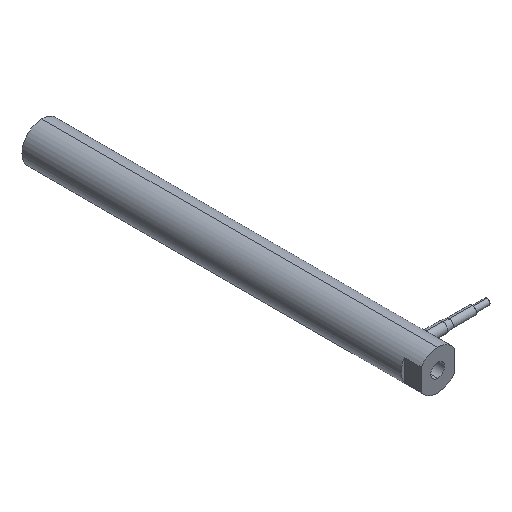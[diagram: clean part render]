
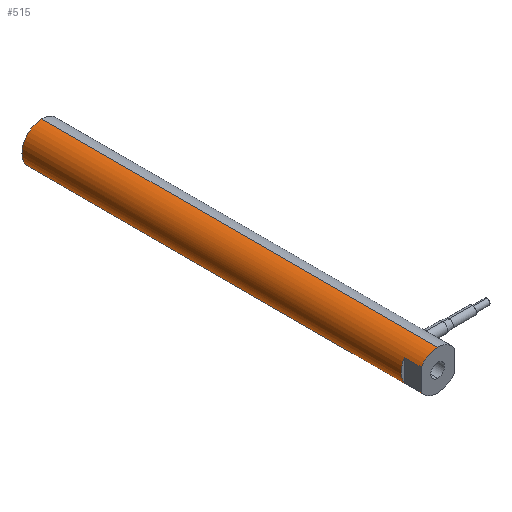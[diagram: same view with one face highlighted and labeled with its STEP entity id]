
A CAD part, isometric view. The second image highlights one B-rep face of the part: STEP entity #515.
In plain terms, the highlighted cylindrical face has radius 6 mm (diameter 12 mm), a partial arc.
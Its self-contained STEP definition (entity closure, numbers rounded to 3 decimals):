
#29 = EDGE_CURVE ( 'NONE', #831, #363, #427, .T. ) ;
#30 = EDGE_CURVE ( 'NONE', #544, #363, #388, .T. ) ;
#36 = EDGE_CURVE ( 'NONE', #822, #828, #452, .T. ) ;
#54 = DIRECTION ( 'NONE',  ( 0., -1., 0. ) ) ;
#59 = CARTESIAN_POINT ( 'NONE',  ( 0., 5., 0. ) ) ;
#60 = DIRECTION ( 'NONE',  ( 0., -1., 0. ) ) ;
#61 = DIRECTION ( 'NONE',  ( 0., 0., -1. ) ) ;
#77 = CARTESIAN_POINT ( 'NONE',  ( 0., 0., 0. ) ) ;
#79 = DIRECTION ( 'NONE',  ( 0., 0., -1. ) ) ;
#92 = CIRCLE ( 'NONE', #334, 6. ) ;
#116 = VERTEX_POINT ( 'NONE', #498 ) ;
#131 = DIRECTION ( 'NONE',  ( 0., 0., -1. ) ) ;
#132 = DIRECTION ( 'NONE',  ( 0., -1., 0. ) ) ;
#159 = AXIS2_PLACEMENT_3D ( 'NONE', #266, #267, #268 ) ;
#161 = EDGE_CURVE ( 'NONE', #547, #116, #395, .T. ) ;
#175 = EDGE_CURVE ( 'NONE', #830, #831, #683, .T. ) ;
#176 = AXIS2_PLACEMENT_3D ( 'NONE', #866, #865, #867 ) ;
#180 = EDGE_CURVE ( 'NONE', #547, #544, #681, .T. ) ;
#189 = EDGE_CURVE ( 'NONE', #116, #828, #92, .T. ) ;
#196 = EDGE_CURVE ( 'NONE', #822, #830, #461, .T. ) ;
#203 = AXIS2_PLACEMENT_3D ( 'NONE', #59, #60, #61 ) ;
#216 = EDGE_LOOP ( 'NONE', ( #902, #896, #899, #906, #905, #904, #895, #897 ) ) ;
#266 = CARTESIAN_POINT ( 'NONE',  ( 0., 0., 0. ) ) ;
#267 = DIRECTION ( 'NONE',  ( 0., -1., 0. ) ) ;
#268 = DIRECTION ( 'NONE',  ( 0., 0., -1. ) ) ;
#275 = CARTESIAN_POINT ( 'NONE',  ( 0., 0., -6. ) ) ;
#277 = DIRECTION ( 'NONE',  ( 0., -1., 0. ) ) ;
#334 = AXIS2_PLACEMENT_3D ( 'NONE', #77, #54, #79 ) ;
#363 = VERTEX_POINT ( 'NONE', #565 ) ;
#387 = VECTOR ( 'NONE', #277, 1000. ) ;
#388 = LINE ( 'NONE', #275, #387 ) ;
#395 = LINE ( 'NONE', #797, #408 ) ;
#408 = VECTOR ( 'NONE', #796, 1000. ) ;
#427 = CIRCLE ( 'NONE', #159, 6. ) ;
#451 = VECTOR ( 'NONE', #845, 1000. ) ;
#452 = LINE ( 'NONE', #840, #451 ) ;
#461 = CIRCLE ( 'NONE', #203, 6. ) ;
#498 = CARTESIAN_POINT ( 'NONE',  ( 0., 0., 6. ) ) ;
#515 = ADVANCED_FACE ( 'NONE', ( #774 ), #770, .T. ) ;
#544 = VERTEX_POINT ( 'NONE', #719 ) ;
#547 = VERTEX_POINT ( 'NONE', #742 ) ;
#565 = CARTESIAN_POINT ( 'NONE',  ( 0., 0., -6. ) ) ;
#681 = CIRCLE ( 'NONE', #176, 6. ) ;
#682 = VECTOR ( 'NONE', #871, 1000. ) ;
#683 = LINE ( 'NONE', #884, #682 ) ;
#702 = CARTESIAN_POINT ( 'NONE',  ( -5., 0., -3.317 ) ) ;
#716 = CARTESIAN_POINT ( 'NONE',  ( -5., 0., 3.317 ) ) ;
#719 = CARTESIAN_POINT ( 'NONE',  ( 0., 120., -6. ) ) ;
#729 = CARTESIAN_POINT ( 'NONE',  ( -5., 5., 3.317 ) ) ;
#742 = CARTESIAN_POINT ( 'NONE',  ( 0., 120., 6. ) ) ;
#743 = CARTESIAN_POINT ( 'NONE',  ( -5., 5., -3.317 ) ) ;
#770 = CYLINDRICAL_SURFACE ( 'NONE', #921, 6. ) ;
#774 = FACE_OUTER_BOUND ( 'NONE', #216, .T. ) ;
#796 = DIRECTION ( 'NONE',  ( 0., -1., 0. ) ) ;
#797 = CARTESIAN_POINT ( 'NONE',  ( 0., 0., 6. ) ) ;
#821 = CARTESIAN_POINT ( 'NONE',  ( 0., 0., 0. ) ) ;
#822 = VERTEX_POINT ( 'NONE', #729 ) ;
#828 = VERTEX_POINT ( 'NONE', #716 ) ;
#830 = VERTEX_POINT ( 'NONE', #743 ) ;
#831 = VERTEX_POINT ( 'NONE', #702 ) ;
#840 = CARTESIAN_POINT ( 'NONE',  ( -5., 5., 3.317 ) ) ;
#845 = DIRECTION ( 'NONE',  ( 0., -1., 0. ) ) ;
#865 = DIRECTION ( 'NONE',  ( 0., -1., 0. ) ) ;
#866 = CARTESIAN_POINT ( 'NONE',  ( 0., 120., 0. ) ) ;
#867 = DIRECTION ( 'NONE',  ( 0., 0., -1. ) ) ;
#871 = DIRECTION ( 'NONE',  ( 0., -1., 0. ) ) ;
#884 = CARTESIAN_POINT ( 'NONE',  ( -5., 5., -3.317 ) ) ;
#895 = ORIENTED_EDGE ( 'NONE', *, *, #36, .T. ) ;
#896 = ORIENTED_EDGE ( 'NONE', *, *, #180, .T. ) ;
#897 = ORIENTED_EDGE ( 'NONE', *, *, #189, .F. ) ;
#899 = ORIENTED_EDGE ( 'NONE', *, *, #30, .T. ) ;
#902 = ORIENTED_EDGE ( 'NONE', *, *, #161, .F. ) ;
#904 = ORIENTED_EDGE ( 'NONE', *, *, #196, .F. ) ;
#905 = ORIENTED_EDGE ( 'NONE', *, *, #175, .F. ) ;
#906 = ORIENTED_EDGE ( 'NONE', *, *, #29, .F. ) ;
#921 = AXIS2_PLACEMENT_3D ( 'NONE', #821, #132, #131 ) ;
